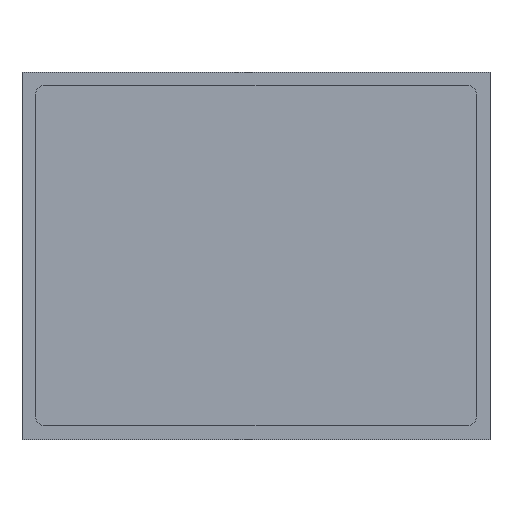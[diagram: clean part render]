
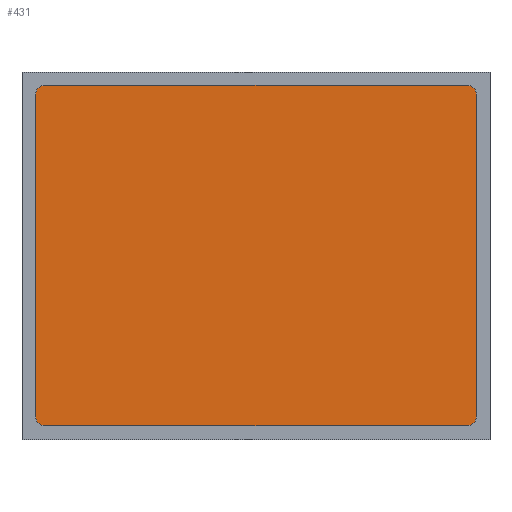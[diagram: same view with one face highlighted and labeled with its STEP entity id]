
A CAD part, top view. The second image highlights one B-rep face of the part: STEP entity #431.
In plain terms, the highlighted planar face has unit normal (0, 0, 1).
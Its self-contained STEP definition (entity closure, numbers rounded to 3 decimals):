
#240 = VERTEX_POINT('',#241);
#241 = CARTESIAN_POINT('',(-49.5,2.5,4.));
#247 = EDGE_CURVE('',#240,#248,#250,.T.);
#248 = VERTEX_POINT('',#249);
#249 = CARTESIAN_POINT('',(-48.5,1.5,4.));
#250 = CIRCLE('',#251,1.);
#251 = AXIS2_PLACEMENT_3D('',#252,#253,#254);
#252 = CARTESIAN_POINT('',(-48.5,2.5,4.));
#253 = DIRECTION('',(0.,0.,1.));
#254 = DIRECTION('',(1.,0.,0.));
#272 = VERTEX_POINT('',#273);
#273 = CARTESIAN_POINT('',(-2.5,1.5,4.));
#279 = EDGE_CURVE('',#272,#248,#280,.T.);
#280 = LINE('',#281,#282);
#281 = CARTESIAN_POINT('',(-2.5,1.5,4.));
#282 = VECTOR('',#283,1.);
#283 = DIRECTION('',(-1.,0.,0.));
#296 = EDGE_CURVE('',#272,#297,#299,.T.);
#297 = VERTEX_POINT('',#298);
#298 = CARTESIAN_POINT('',(-1.5,2.5,4.));
#299 = CIRCLE('',#300,1.);
#300 = AXIS2_PLACEMENT_3D('',#301,#302,#303);
#301 = CARTESIAN_POINT('',(-2.5,2.5,4.));
#302 = DIRECTION('',(0.,0.,1.));
#303 = DIRECTION('',(1.,0.,0.));
#321 = VERTEX_POINT('',#322);
#322 = CARTESIAN_POINT('',(-1.5,37.6,4.));
#328 = EDGE_CURVE('',#321,#297,#329,.T.);
#329 = LINE('',#330,#331);
#330 = CARTESIAN_POINT('',(-1.5,37.6,4.));
#331 = VECTOR('',#332,1.);
#332 = DIRECTION('',(0.,-1.,0.));
#345 = EDGE_CURVE('',#321,#346,#348,.T.);
#346 = VERTEX_POINT('',#347);
#347 = CARTESIAN_POINT('',(-2.5,38.6,4.));
#348 = CIRCLE('',#349,1.);
#349 = AXIS2_PLACEMENT_3D('',#350,#351,#352);
#350 = CARTESIAN_POINT('',(-2.5,37.6,4.));
#351 = DIRECTION('',(0.,0.,1.));
#352 = DIRECTION('',(1.,0.,0.));
#370 = VERTEX_POINT('',#371);
#371 = CARTESIAN_POINT('',(-48.5,38.6,4.));
#377 = EDGE_CURVE('',#370,#346,#378,.T.);
#378 = LINE('',#379,#380);
#379 = CARTESIAN_POINT('',(-48.5,38.6,4.));
#380 = VECTOR('',#381,1.);
#381 = DIRECTION('',(1.,0.,0.));
#394 = EDGE_CURVE('',#370,#395,#397,.T.);
#395 = VERTEX_POINT('',#396);
#396 = CARTESIAN_POINT('',(-49.5,37.6,4.));
#397 = CIRCLE('',#398,1.);
#398 = AXIS2_PLACEMENT_3D('',#399,#400,#401);
#399 = CARTESIAN_POINT('',(-48.5,37.6,4.));
#400 = DIRECTION('',(0.,0.,1.));
#401 = DIRECTION('',(1.,0.,0.));
#419 = EDGE_CURVE('',#240,#395,#420,.T.);
#420 = LINE('',#421,#422);
#421 = CARTESIAN_POINT('',(-49.5,2.5,4.));
#422 = VECTOR('',#423,1.);
#423 = DIRECTION('',(0.,1.,0.));
#431 = ADVANCED_FACE('',(#432),#442,.T.);
#432 = FACE_BOUND('',#433,.F.);
#433 = EDGE_LOOP('',(#434,#435,#436,#437,#438,#439,#440,#441));
#434 = ORIENTED_EDGE('',*,*,#419,.T.);
#435 = ORIENTED_EDGE('',*,*,#394,.F.);
#436 = ORIENTED_EDGE('',*,*,#377,.T.);
#437 = ORIENTED_EDGE('',*,*,#345,.F.);
#438 = ORIENTED_EDGE('',*,*,#328,.T.);
#439 = ORIENTED_EDGE('',*,*,#296,.F.);
#440 = ORIENTED_EDGE('',*,*,#279,.T.);
#441 = ORIENTED_EDGE('',*,*,#247,.F.);
#442 = PLANE('',#443);
#443 = AXIS2_PLACEMENT_3D('',#444,#445,#446);
#444 = CARTESIAN_POINT('',(-25.5,20.05,4.));
#445 = DIRECTION('',(0.,0.,1.));
#446 = DIRECTION('',(1.,0.,0.));
